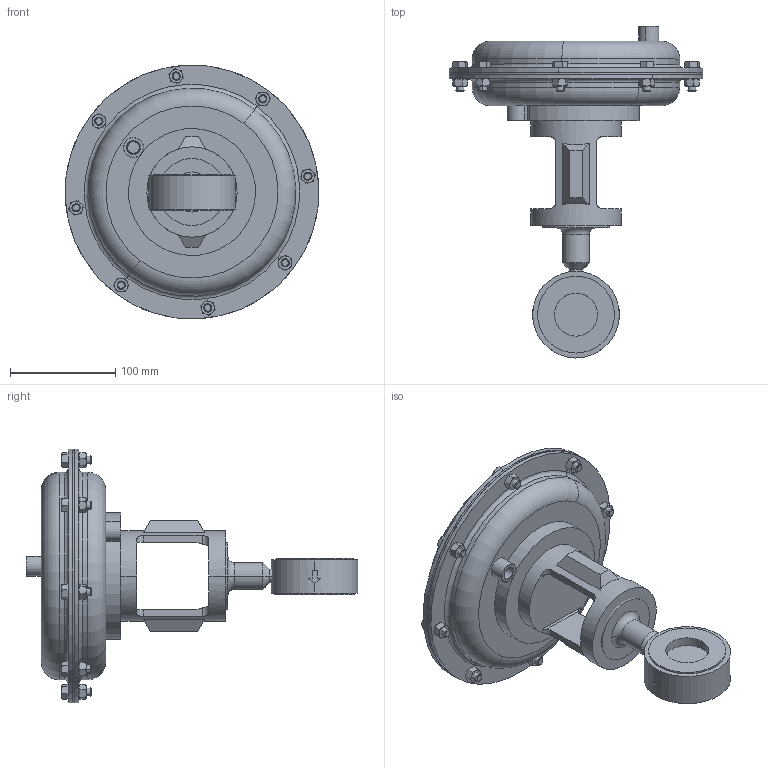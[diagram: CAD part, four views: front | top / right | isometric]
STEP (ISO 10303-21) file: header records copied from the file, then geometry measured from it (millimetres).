
FILE_DESCRIPTION (( 'STEP AP203' ), '1' );
FILE_NAME ('75-150-CB+SB-I3-35M.STEP', '2017-08-23T11:25:01', ( '' ), ( '' ), 'SwSTEP 2.0', 'SolidWorks 2014', '' );
FILE_SCHEMA (( 'CONFIG_CONTROL_DESIGN' ));
Length unit declared in the file: inch
Products named in the file (2): 75-150-CB+SB-I3-35M
Bounding box: 241.12 x 315.38 x 241.12 mm (x, y, z)
Volume: 3086614.1 mm3; surface area: 441063.8 mm2
Topology: 26 solids, 26 shells, 603 faces, 1353 edges, 836 vertices
Faces by surface type: plane 271, cone 182, cylinder 83, bspline 55, torus 12
Entity records: 22270 total; most frequent: CARTESIAN_POINT 9441, ORIENTED_EDGE 2706, DIRECTION 2413, EDGE_CURVE 1353, AXIS2_PLACEMENT_3D 932, VERTEX_POINT 836, EDGE_LOOP 643, FACE_OUTER_BOUND 603
